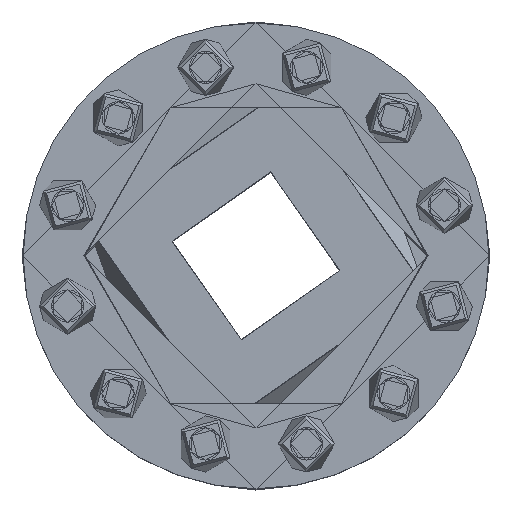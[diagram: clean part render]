
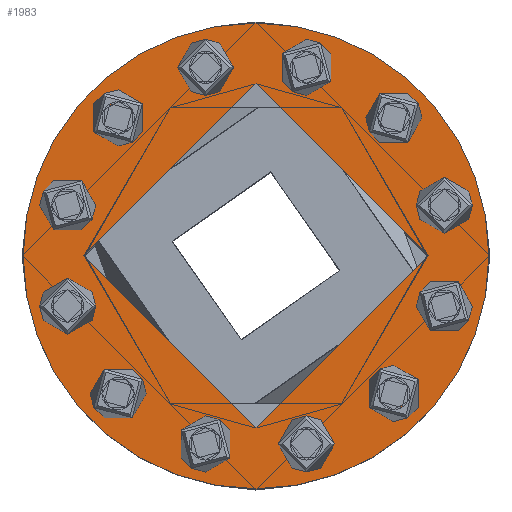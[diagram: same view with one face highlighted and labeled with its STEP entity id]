
A CAD part, top view. The second image highlights one B-rep face of the part: STEP entity #1983.
In plain terms, the highlighted face is planar.
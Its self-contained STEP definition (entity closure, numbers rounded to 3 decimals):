
#1983 = ADVANCED_FACE('',(#1984,#1995,#2006,#2017,#2028,#2039,#2050,
    #2061,#2072,#2083,#2094,#2105,#2116,#2127),#2138,.F.);
#1984 = FACE_BOUND('',#1985,.T.);
#1985 = EDGE_LOOP('',(#1986));
#1986 = ORIENTED_EDGE('',*,*,#1987,.T.);
#1987 = EDGE_CURVE('',#1988,#1988,#1990,.T.);
#1988 = VERTEX_POINT('',#1989);
#1989 = CARTESIAN_POINT('',(-161.611,-48.529,0.));
#1990 = CIRCLE('',#1991,19.5);
#1991 = AXIS2_PLACEMENT_3D('',#1992,#1993,#1994);
#1992 = CARTESIAN_POINT('',(-181.111,-48.529,0.));
#1993 = DIRECTION('',(0.,0.,1.));
#1994 = DIRECTION('',(1.,0.,-0.));
#1995 = FACE_BOUND('',#1996,.T.);
#1996 = EDGE_LOOP('',(#1997));
#1997 = ORIENTED_EDGE('',*,*,#1998,.T.);
#1998 = EDGE_CURVE('',#1999,#1999,#2001,.T.);
#1999 = VERTEX_POINT('',#2000);
#2000 = CARTESIAN_POINT('',(-161.611,48.529,0.));
#2001 = CIRCLE('',#2002,19.5);
#2002 = AXIS2_PLACEMENT_3D('',#2003,#2004,#2005);
#2003 = CARTESIAN_POINT('',(-181.111,48.529,0.));
#2004 = DIRECTION('',(0.,0.,1.));
#2005 = DIRECTION('',(1.,0.,-0.));
#2006 = FACE_BOUND('',#2007,.T.);
#2007 = EDGE_LOOP('',(#2008));
#2008 = ORIENTED_EDGE('',*,*,#2009,.T.);
#2009 = EDGE_CURVE('',#2010,#2010,#2012,.T.);
#2010 = VERTEX_POINT('',#2011);
#2011 = CARTESIAN_POINT('',(-113.083,132.583,0.));
#2012 = CIRCLE('',#2013,19.5);
#2013 = AXIS2_PLACEMENT_3D('',#2014,#2015,#2016);
#2014 = CARTESIAN_POINT('',(-132.583,132.583,0.));
#2015 = DIRECTION('',(0.,0.,1.));
#2016 = DIRECTION('',(1.,0.,-0.));
#2017 = FACE_BOUND('',#2018,.T.);
#2018 = EDGE_LOOP('',(#2019));
#2019 = ORIENTED_EDGE('',*,*,#2020,.T.);
#2020 = EDGE_CURVE('',#2021,#2021,#2023,.T.);
#2021 = VERTEX_POINT('',#2022);
#2022 = CARTESIAN_POINT('',(-29.029,181.111,0.));
#2023 = CIRCLE('',#2024,19.5);
#2024 = AXIS2_PLACEMENT_3D('',#2025,#2026,#2027);
#2025 = CARTESIAN_POINT('',(-48.529,181.111,0.));
#2026 = DIRECTION('',(0.,0.,1.));
#2027 = DIRECTION('',(1.,0.,-0.));
#2028 = FACE_BOUND('',#2029,.T.);
#2029 = EDGE_LOOP('',(#2030));
#2030 = ORIENTED_EDGE('',*,*,#2031,.T.);
#2031 = EDGE_CURVE('',#2032,#2032,#2034,.T.);
#2032 = VERTEX_POINT('',#2033);
#2033 = CARTESIAN_POINT('',(68.029,181.111,0.));
#2034 = CIRCLE('',#2035,19.5);
#2035 = AXIS2_PLACEMENT_3D('',#2036,#2037,#2038);
#2036 = CARTESIAN_POINT('',(48.529,181.111,0.));
#2037 = DIRECTION('',(0.,0.,1.));
#2038 = DIRECTION('',(1.,0.,-0.));
#2039 = FACE_BOUND('',#2040,.T.);
#2040 = EDGE_LOOP('',(#2041));
#2041 = ORIENTED_EDGE('',*,*,#2042,.T.);
#2042 = EDGE_CURVE('',#2043,#2043,#2045,.T.);
#2043 = VERTEX_POINT('',#2044);
#2044 = CARTESIAN_POINT('',(152.083,132.583,0.));
#2045 = CIRCLE('',#2046,19.5);
#2046 = AXIS2_PLACEMENT_3D('',#2047,#2048,#2049);
#2047 = CARTESIAN_POINT('',(132.583,132.583,0.));
#2048 = DIRECTION('',(0.,0.,1.));
#2049 = DIRECTION('',(1.,0.,-0.));
#2050 = FACE_BOUND('',#2051,.T.);
#2051 = EDGE_LOOP('',(#2052));
#2052 = ORIENTED_EDGE('',*,*,#2053,.T.);
#2053 = EDGE_CURVE('',#2054,#2054,#2056,.T.);
#2054 = VERTEX_POINT('',#2055);
#2055 = CARTESIAN_POINT('',(200.611,48.529,0.));
#2056 = CIRCLE('',#2057,19.5);
#2057 = AXIS2_PLACEMENT_3D('',#2058,#2059,#2060);
#2058 = CARTESIAN_POINT('',(181.111,48.529,0.));
#2059 = DIRECTION('',(0.,0.,1.));
#2060 = DIRECTION('',(1.,0.,-0.));
#2061 = FACE_BOUND('',#2062,.T.);
#2062 = EDGE_LOOP('',(#2063));
#2063 = ORIENTED_EDGE('',*,*,#2064,.T.);
#2064 = EDGE_CURVE('',#2065,#2065,#2067,.T.);
#2065 = VERTEX_POINT('',#2066);
#2066 = CARTESIAN_POINT('',(200.611,-48.529,0.));
#2067 = CIRCLE('',#2068,19.5);
#2068 = AXIS2_PLACEMENT_3D('',#2069,#2070,#2071);
#2069 = CARTESIAN_POINT('',(181.111,-48.529,0.));
#2070 = DIRECTION('',(0.,0.,1.));
#2071 = DIRECTION('',(1.,0.,-0.));
#2072 = FACE_BOUND('',#2073,.T.);
#2073 = EDGE_LOOP('',(#2074));
#2074 = ORIENTED_EDGE('',*,*,#2075,.T.);
#2075 = EDGE_CURVE('',#2076,#2076,#2078,.T.);
#2076 = VERTEX_POINT('',#2077);
#2077 = CARTESIAN_POINT('',(152.083,-132.583,0.));
#2078 = CIRCLE('',#2079,19.5);
#2079 = AXIS2_PLACEMENT_3D('',#2080,#2081,#2082);
#2080 = CARTESIAN_POINT('',(132.583,-132.583,0.));
#2081 = DIRECTION('',(0.,0.,1.));
#2082 = DIRECTION('',(1.,0.,-0.));
#2083 = FACE_BOUND('',#2084,.T.);
#2084 = EDGE_LOOP('',(#2085));
#2085 = ORIENTED_EDGE('',*,*,#2086,.T.);
#2086 = EDGE_CURVE('',#2087,#2087,#2089,.T.);
#2087 = VERTEX_POINT('',#2088);
#2088 = CARTESIAN_POINT('',(68.029,-181.111,0.));
#2089 = CIRCLE('',#2090,19.5);
#2090 = AXIS2_PLACEMENT_3D('',#2091,#2092,#2093);
#2091 = CARTESIAN_POINT('',(48.529,-181.111,0.));
#2092 = DIRECTION('',(0.,0.,1.));
#2093 = DIRECTION('',(1.,0.,-0.));
#2094 = FACE_BOUND('',#2095,.T.);
#2095 = EDGE_LOOP('',(#2096));
#2096 = ORIENTED_EDGE('',*,*,#2097,.T.);
#2097 = EDGE_CURVE('',#2098,#2098,#2100,.T.);
#2098 = VERTEX_POINT('',#2099);
#2099 = CARTESIAN_POINT('',(-29.029,-181.111,0.));
#2100 = CIRCLE('',#2101,19.5);
#2101 = AXIS2_PLACEMENT_3D('',#2102,#2103,#2104);
#2102 = CARTESIAN_POINT('',(-48.529,-181.111,0.));
#2103 = DIRECTION('',(0.,0.,1.));
#2104 = DIRECTION('',(1.,0.,-0.));
#2105 = FACE_BOUND('',#2106,.T.);
#2106 = EDGE_LOOP('',(#2107));
#2107 = ORIENTED_EDGE('',*,*,#2108,.T.);
#2108 = EDGE_CURVE('',#2109,#2109,#2111,.T.);
#2109 = VERTEX_POINT('',#2110);
#2110 = CARTESIAN_POINT('',(-113.083,-132.583,0.));
#2111 = CIRCLE('',#2112,19.5);
#2112 = AXIS2_PLACEMENT_3D('',#2113,#2114,#2115);
#2113 = CARTESIAN_POINT('',(-132.583,-132.583,0.));
#2114 = DIRECTION('',(0.,0.,1.));
#2115 = DIRECTION('',(1.,0.,-0.));
#2116 = FACE_BOUND('',#2117,.T.);
#2117 = EDGE_LOOP('',(#2118));
#2118 = ORIENTED_EDGE('',*,*,#2119,.T.);
#2119 = EDGE_CURVE('',#2120,#2120,#2122,.T.);
#2120 = VERTEX_POINT('',#2121);
#2121 = CARTESIAN_POINT('',(224.,0.,0.));
#2122 = CIRCLE('',#2123,224.);
#2123 = AXIS2_PLACEMENT_3D('',#2124,#2125,#2126);
#2124 = CARTESIAN_POINT('',(0.,0.,0.));
#2125 = DIRECTION('',(0.,0.,-1.));
#2126 = DIRECTION('',(1.,0.,0.));
#2127 = FACE_BOUND('',#2128,.T.);
#2128 = EDGE_LOOP('',(#2129));
#2129 = ORIENTED_EDGE('',*,*,#2130,.T.);
#2130 = EDGE_CURVE('',#2131,#2131,#2133,.T.);
#2131 = VERTEX_POINT('',#2132);
#2132 = CARTESIAN_POINT('',(165.5,0.,0.));
#2133 = CIRCLE('',#2134,165.5);
#2134 = AXIS2_PLACEMENT_3D('',#2135,#2136,#2137);
#2135 = CARTESIAN_POINT('',(0.,0.,0.));
#2136 = DIRECTION('',(0.,0.,1.));
#2137 = DIRECTION('',(1.,0.,-0.));
#2138 = PLANE('',#2139);
#2139 = AXIS2_PLACEMENT_3D('',#2140,#2141,#2142);
#2140 = CARTESIAN_POINT('',(0.,0.,0.));
#2141 = DIRECTION('',(0.,0.,1.));
#2142 = DIRECTION('',(1.,0.,-0.));
